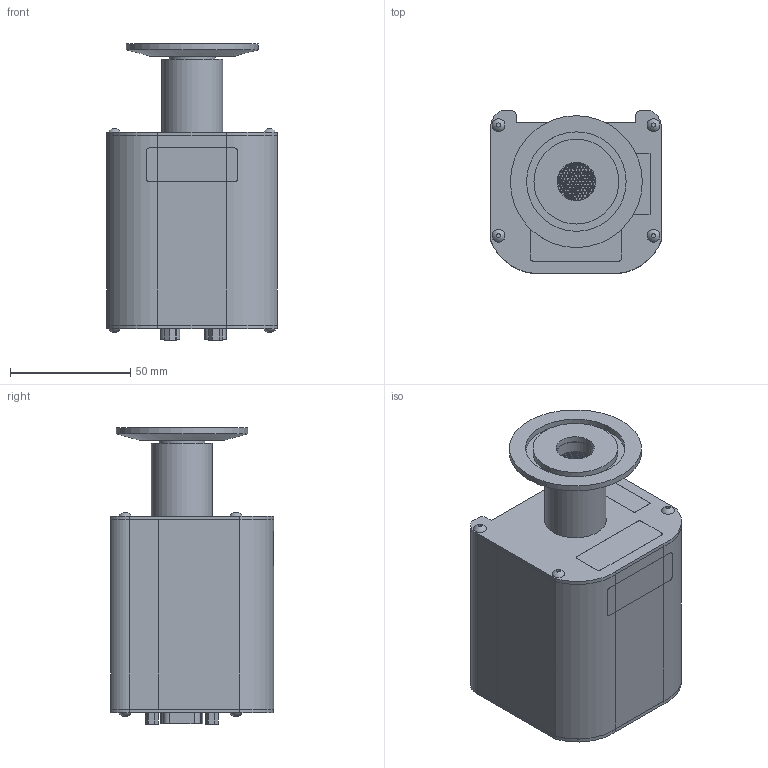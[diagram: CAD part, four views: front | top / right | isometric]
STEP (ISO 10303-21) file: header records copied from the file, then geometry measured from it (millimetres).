
FILE_DESCRIPTION (( 'STEP AP214' ), '1' );
FILE_NAME ('352-052 BAG302-S 9DSub,OLED,40KF.STEP', '2017-06-01T13:54:33', ( '' ), ( '' ), 'SwSTEP 2.0', 'SolidWorks 2013', '' );
FILE_SCHEMA (( 'AUTOMOTIVE_DESIGN' ));
Length unit declared in the file: inch
Products named in the file (1): 352-052 BAG302-S 9DSub,OLED,40KF
Bounding box: 71.12 x 67.89 x 123.24 mm (x, y, z)
Volume: 113163.5 mm3; surface area: 133635.3 mm2
Topology: 63 solids, 63 shells, 2926 faces, 7760 edges, 5090 vertices
Faces by surface type: plane 2040, cylinder 593, bspline 166, cone 75, torus 47, sphere 5
Full cylindrical faces by diameter (mm): 0.178 x6, 0.254 x1, 0.762 x7, 1.02 x9, 1.18 x9, 1.194 x163, 1.575 x11, 1.829 x4, 1.93 x6, 2.032 x1, 2.134 x1, 2.184 x1, 2.261 x6, 2.3 x2, 2.438 x2, 2.794 x4, 2.845 x8, 3.048 x12, 3.1 x2, 3.175 x10, 3.962 x1, 4.24 x2, 4.807 x2, 4.953 x5, 5.08 x1, 5.1 x2, 15.748 x1, 16.002 x1, 19.05 x1, 19.304 x1
Entity records: 135500 total; most frequent: CARTESIAN_POINT 24675, ORIENTED_EDGE 14650, DIRECTION 13979, EDGE_CURVE 7325, LINE 5241, VECTOR 5241, VERTEX_POINT 5023, AXIS2_PLACEMENT_3D 4369
